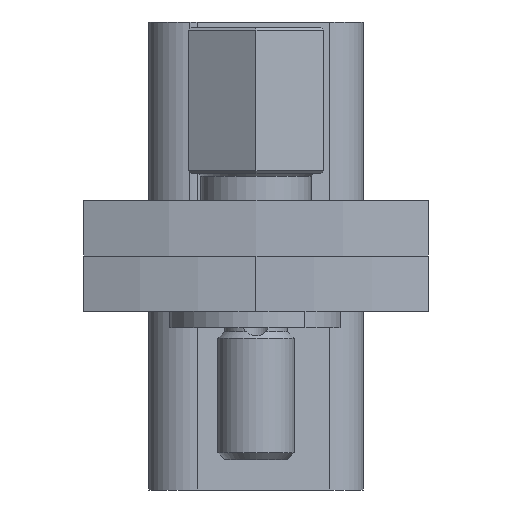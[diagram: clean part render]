
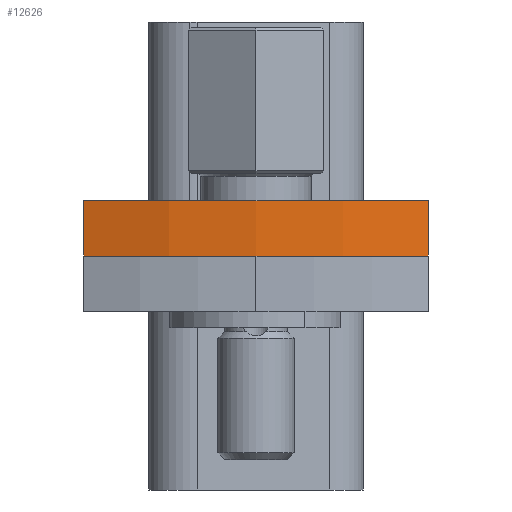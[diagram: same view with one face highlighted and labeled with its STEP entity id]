
A CAD part, left-side view. The second image highlights one B-rep face of the part: STEP entity #12626.
In plain terms, the highlighted cylindrical face has radius 18.5 mm (diameter 37 mm), a partial arc.
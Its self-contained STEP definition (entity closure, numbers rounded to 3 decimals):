
#105 = AXIS2_PLACEMENT_3D ( 'NONE', #22112, #11657, #1238 ) ;
#168 = CARTESIAN_POINT ( 'NONE',  ( 0., 0., -2. ) ) ;
#472 = ORIENTED_EDGE ( 'NONE', *, *, #8959, .T. ) ;
#899 = DIRECTION ( 'NONE',  ( 0., 0., 1. ) ) ;
#981 = VERTEX_POINT ( 'NONE', #19598 ) ;
#1238 = DIRECTION ( 'NONE',  ( 1., 0., 0. ) ) ;
#1896 = DIRECTION ( 'NONE',  ( 1., 0., 0. ) ) ;
#3042 = CARTESIAN_POINT ( 'NONE',  ( -17.412, 6.25, 0. ) ) ;
#3636 = ORIENTED_EDGE ( 'NONE', *, *, #6942, .T. ) ;
#3768 = VERTEX_POINT ( 'NONE', #3042 ) ;
#6147 = EDGE_CURVE ( 'NONE', #12486, #3768, #8633, .T. ) ;
#6590 = CYLINDRICAL_SURFACE ( 'NONE', #22409, 18.5 ) ;
#6942 = EDGE_CURVE ( 'NONE', #12486, #981, #19515, .T. ) ;
#7156 = FACE_OUTER_BOUND ( 'NONE', #13543, .T. ) ;
#7336 = ORIENTED_EDGE ( 'NONE', *, *, #13220, .F. ) ;
#7844 = CARTESIAN_POINT ( 'NONE',  ( -17.412, 6.25, -2. ) ) ;
#8562 = VERTEX_POINT ( 'NONE', #11402 ) ;
#8633 = LINE ( 'NONE', #9926, #17361 ) ;
#8959 = EDGE_CURVE ( 'NONE', #981, #8562, #21833, .T. ) ;
#9926 = CARTESIAN_POINT ( 'NONE',  ( -17.412, 6.25, -2. ) ) ;
#9936 = DIRECTION ( 'NONE',  ( 0., 0., 1. ) ) ;
#11402 = CARTESIAN_POINT ( 'NONE',  ( -17.412, -6.25, 0. ) ) ;
#11475 = AXIS2_PLACEMENT_3D ( 'NONE', #168, #12328, #1896 ) ;
#11657 = DIRECTION ( 'NONE',  ( 0., 0., 1. ) ) ;
#11686 = CARTESIAN_POINT ( 'NONE',  ( 0., 0., -2. ) ) ;
#12328 = DIRECTION ( 'NONE',  ( 0., 0., 1. ) ) ;
#12486 = VERTEX_POINT ( 'NONE', #7844 ) ;
#12626 = ADVANCED_FACE ( 'NONE', ( #7156 ), #6590, .T. ) ;
#13091 = CARTESIAN_POINT ( 'NONE',  ( -17.412, -6.25, -2. ) ) ;
#13220 = EDGE_CURVE ( 'NONE', #3768, #8562, #18844, .T. ) ;
#13543 = EDGE_LOOP ( 'NONE', ( #7336, #19830, #3636, #472 ) ) ;
#15049 = VECTOR ( 'NONE', #899, 1000. ) ;
#17361 = VECTOR ( 'NONE', #18651, 1000. ) ;
#18651 = DIRECTION ( 'NONE',  ( 0., 0., 1. ) ) ;
#18844 = CIRCLE ( 'NONE', #105, 18.5 ) ;
#19515 = CIRCLE ( 'NONE', #11475, 18.5 ) ;
#19598 = CARTESIAN_POINT ( 'NONE',  ( -17.412, -6.25, -2. ) ) ;
#19830 = ORIENTED_EDGE ( 'NONE', *, *, #6147, .F. ) ;
#21833 = LINE ( 'NONE', #13091, #15049 ) ;
#22112 = CARTESIAN_POINT ( 'NONE',  ( 0., 0., 0. ) ) ;
#22140 = DIRECTION ( 'NONE',  ( 1., 0., 0. ) ) ;
#22409 = AXIS2_PLACEMENT_3D ( 'NONE', #11686, #9936, #22140 ) ;
